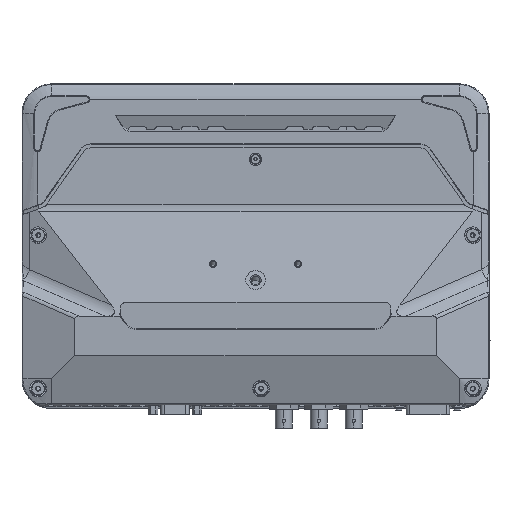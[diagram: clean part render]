
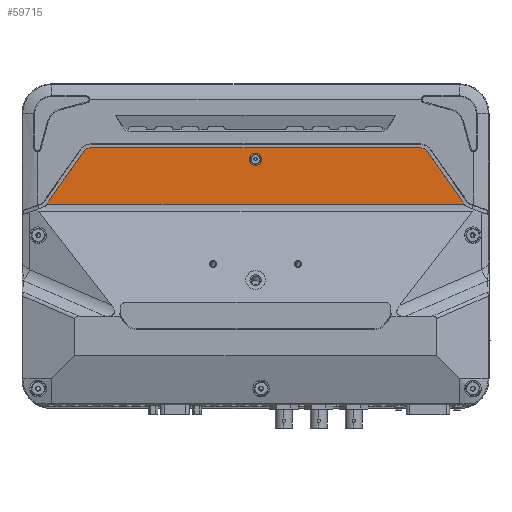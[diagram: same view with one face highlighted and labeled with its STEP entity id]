
A CAD part, front view. The second image highlights one B-rep face of the part: STEP entity #59715.
In plain terms, the highlighted planar face has unit normal (0, -1, 0).
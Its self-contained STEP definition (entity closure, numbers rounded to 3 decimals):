
#7 = EDGE_CURVE ( 'NONE', #30959, #30959, #34887, .T. ) ;
#891 = CARTESIAN_POINT ( 'NONE',  ( -120.275, -16., 58.269 ) ) ;
#2563 = EDGE_CURVE ( 'NONE', #33771, #57218, #59496, .T. ) ;
#4877 = CARTESIAN_POINT ( 'NONE',  ( -120.275, -16., 24.17 ) ) ;
#8770 = DIRECTION ( 'NONE',  ( 1., 0., 0. ) ) ;
#9566 = AXIS2_PLACEMENT_3D ( 'NONE', #17020, #25448, #62762 ) ;
#9799 = EDGE_LOOP ( 'NONE', ( #14608, #35141, #81473, #34209, #47239, #64672 ) ) ;
#14608 = ORIENTED_EDGE ( 'NONE', *, *, #2563, .F. ) ;
#17020 = CARTESIAN_POINT ( 'NONE',  ( 0., -16., 49.738 ) ) ;
#20242 = LINE ( 'NONE', #35638, #42889 ) ;
#20544 = AXIS2_PLACEMENT_3D ( 'NONE', #21785, #81922, #61572 ) ;
#21785 = CARTESIAN_POINT ( 'NONE',  ( -94.344, -16., 51.506 ) ) ;
#21810 = VECTOR ( 'NONE', #74432, 1000. ) ;
#22943 = VERTEX_POINT ( 'NONE', #64658 ) ;
#25448 = DIRECTION ( 'NONE',  ( 0., -1., 0. ) ) ;
#25935 = AXIS2_PLACEMENT_3D ( 'NONE', #50437, #61337, #52393 ) ;
#28174 = DIRECTION ( 'NONE',  ( 0.574, 0., 0.819 ) ) ;
#30959 = VERTEX_POINT ( 'NONE', #60798 ) ;
#32713 = CARTESIAN_POINT ( 'NONE',  ( -94.344, -16., 56.269 ) ) ;
#33771 = VERTEX_POINT ( 'NONE', #32713 ) ;
#34209 = ORIENTED_EDGE ( 'NONE', *, *, #67738, .T. ) ;
#34282 = VECTOR ( 'NONE', #74564, 1000. ) ;
#34887 = CIRCLE ( 'NONE', #9566, 3.573 ) ;
#35141 = ORIENTED_EDGE ( 'NONE', *, *, #74434, .T. ) ;
#35638 = CARTESIAN_POINT ( 'NONE',  ( -103.599, -16., 46.592 ) ) ;
#42889 = VECTOR ( 'NONE', #28174, 1000. ) ;
#45029 = DIRECTION ( 'NONE',  ( 0., 1., 0. ) ) ;
#47239 = ORIENTED_EDGE ( 'NONE', *, *, #95602, .T. ) ;
#47477 = CARTESIAN_POINT ( 'NONE',  ( -98.245, -16., 54.238 ) ) ;
#48309 = VERTEX_POINT ( 'NONE', #86435 ) ;
#50437 = CARTESIAN_POINT ( 'NONE',  ( 94.344, -16., 51.506 ) ) ;
#52393 = DIRECTION ( 'NONE',  ( 0., 0., 1. ) ) ;
#54219 = EDGE_CURVE ( 'NONE', #48309, #59851, #20242, .T. ) ;
#56972 = EDGE_LOOP ( 'NONE', ( #87900 ) ) ;
#57218 = VERTEX_POINT ( 'NONE', #96510 ) ;
#57966 = PLANE ( 'NONE',  #91193 ) ;
#59496 = LINE ( 'NONE', #89765, #21810 ) ;
#59715 = ADVANCED_FACE ( 'NONE', ( #65461, #82262 ), #57966, .F. ) ;
#59851 = VERTEX_POINT ( 'NONE', #47477 ) ;
#60798 = CARTESIAN_POINT ( 'NONE',  ( 0., -16., 46.165 ) ) ;
#61337 = DIRECTION ( 'NONE',  ( 0., -1., 0. ) ) ;
#61572 = DIRECTION ( 'NONE',  ( 0., 0., 1. ) ) ;
#62762 = DIRECTION ( 'NONE',  ( 0., 0., -1. ) ) ;
#63428 = CIRCLE ( 'NONE', #20544, 4.763 ) ;
#64658 = CARTESIAN_POINT ( 'NONE',  ( 119.299, -16., 24.17 ) ) ;
#64672 = ORIENTED_EDGE ( 'NONE', *, *, #92844, .T. ) ;
#64941 = LINE ( 'NONE', #4877, #80851 ) ;
#65461 = FACE_BOUND ( 'NONE', #56972, .T. ) ;
#66136 = LINE ( 'NONE', #81964, #34282 ) ;
#67738 = EDGE_CURVE ( 'NONE', #48309, #22943, #64941, .T. ) ;
#68598 = VERTEX_POINT ( 'NONE', #72892 ) ;
#72874 = DIRECTION ( 'NONE',  ( 1., 0., 0. ) ) ;
#72892 = CARTESIAN_POINT ( 'NONE',  ( 98.245, -16., 54.238 ) ) ;
#74432 = DIRECTION ( 'NONE',  ( 1., 0., 0. ) ) ;
#74434 = EDGE_CURVE ( 'NONE', #33771, #59851, #63428, .T. ) ;
#74564 = DIRECTION ( 'NONE',  ( -0.574, 0., 0.819 ) ) ;
#75103 = CIRCLE ( 'NONE', #25935, 4.763 ) ;
#80851 = VECTOR ( 'NONE', #72874, 1000. ) ;
#81473 = ORIENTED_EDGE ( 'NONE', *, *, #54219, .F. ) ;
#81922 = DIRECTION ( 'NONE',  ( 0., -1., 0. ) ) ;
#81964 = CARTESIAN_POINT ( 'NONE',  ( 24.46, -16., 159.614 ) ) ;
#82262 = FACE_OUTER_BOUND ( 'NONE', #9799, .T. ) ;
#86435 = CARTESIAN_POINT ( 'NONE',  ( -119.299, -16., 24.17 ) ) ;
#87900 = ORIENTED_EDGE ( 'NONE', *, *, #7, .F. ) ;
#89765 = CARTESIAN_POINT ( 'NONE',  ( -120.275, -16., 56.269 ) ) ;
#91193 = AXIS2_PLACEMENT_3D ( 'NONE', #891, #45029, #8770 ) ;
#92844 = EDGE_CURVE ( 'NONE', #68598, #57218, #75103, .T. ) ;
#95602 = EDGE_CURVE ( 'NONE', #22943, #68598, #66136, .T. ) ;
#96510 = CARTESIAN_POINT ( 'NONE',  ( 94.344, -16., 56.269 ) ) ;
